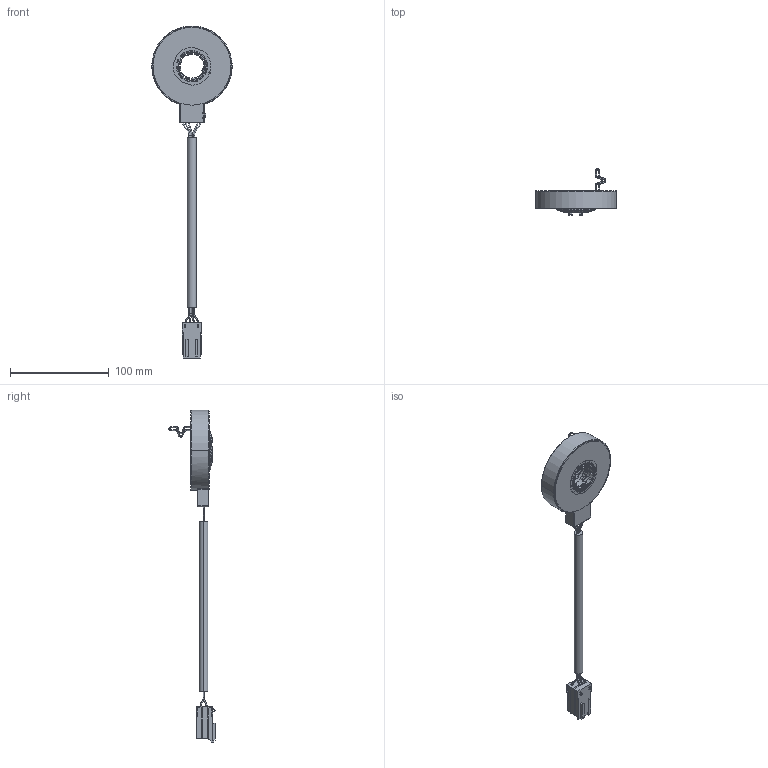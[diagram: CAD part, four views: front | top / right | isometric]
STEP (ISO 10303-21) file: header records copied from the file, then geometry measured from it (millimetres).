
FILE_DESCRIPTION((''),'2;1');
FILE_NAME('SX-4429A_SW0002','2013-10-29T',('bmozley'),(''),'PRO/ENGINEER BY PARAMETRIC TECHNOLOGY CORPORATION, 2013230','PRO/ENGINEER BY PARAMETRIC TECHNOLOGY CORPORATION, 2013230','');
FILE_SCHEMA(('CONFIG_CONTROL_DESIGN'));
Length unit declared in the file: inch
Products named in the file (1): SX-4429A_SW0002
Bounding box: 81.28 x 46.6 x 335.53 mm (x, y, z)
Volume: 102033.8 mm3; surface area: 32993.8 mm2
Topology: 2 solids, 2 shells, 1231 faces, 3364 edges, 2139 vertices
Faces by surface type: cylinder 500, plane 494, torus 121, sphere 48, cone 46, bspline 22
Entity records: 45722 total; most frequent: CARTESIAN_POINT 14487, ORIENTED_EDGE 6700, DIRECTION 6453, EDGE_CURVE 3350, AXIS2_PLACEMENT_3D 2394, VERTEX_POINT 2139, VECTOR 1665, LINE 1665
